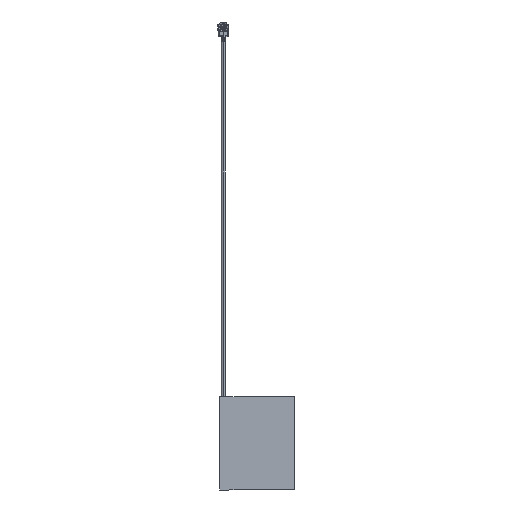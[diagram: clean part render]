
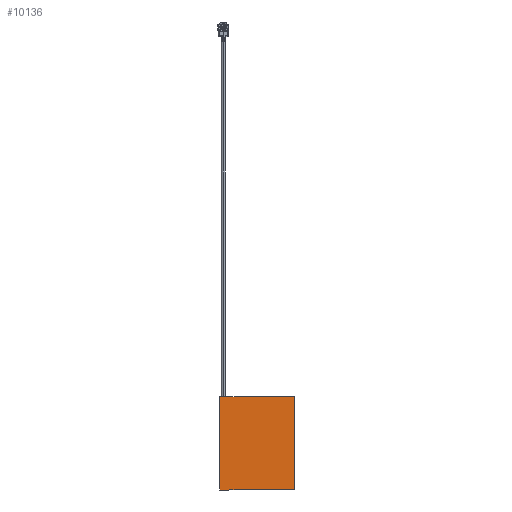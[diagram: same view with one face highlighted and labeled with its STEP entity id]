
A CAD part, front view. The second image highlights one B-rep face of the part: STEP entity #10136.
In plain terms, the highlighted face is planar.
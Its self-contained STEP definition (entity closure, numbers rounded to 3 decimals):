
#459 = ORIENTED_EDGE ( 'NONE', *, *, #13361, .F. ) ;
#494 = CARTESIAN_POINT ( 'NONE',  ( -0.9, 1.05, -0.665 ) ) ;
#1078 = VERTEX_POINT ( 'NONE', #3805 ) ;
#1414 = DIRECTION ( 'NONE',  ( 0., 0., -1. ) ) ;
#1509 = VECTOR ( 'NONE', #1880, 1000. ) ;
#1667 = PLANE ( 'NONE',  #3808 ) ;
#1880 = DIRECTION ( 'NONE',  ( 0., 1., 0. ) ) ;
#2509 = CARTESIAN_POINT ( 'NONE',  ( -0.9, -11.55, -0.665 ) ) ;
#2836 = VECTOR ( 'NONE', #9192, 1000. ) ;
#3003 = CARTESIAN_POINT ( 'NONE',  ( -0.9, 13.65, -0.665 ) ) ;
#3021 = LINE ( 'NONE', #4134, #1509 ) ;
#3282 = EDGE_LOOP ( 'NONE', ( #4128, #459, #4136, #11974 ) ) ;
#3367 = LINE ( 'NONE', #2509, #7994 ) ;
#3641 = DIRECTION ( 'NONE',  ( 0., -1., 0. ) ) ;
#3805 = CARTESIAN_POINT ( 'NONE',  ( 19.2, -11.55, -0.665 ) ) ;
#3808 = AXIS2_PLACEMENT_3D ( 'NONE', #494, #1414, #10266 ) ;
#4019 = VERTEX_POINT ( 'NONE', #3003 ) ;
#4047 = LINE ( 'NONE', #9403, #11151 ) ;
#4128 = ORIENTED_EDGE ( 'NONE', *, *, #11113, .F. ) ;
#4134 = CARTESIAN_POINT ( 'NONE',  ( 19.2, -11.55, -0.665 ) ) ;
#4136 = ORIENTED_EDGE ( 'NONE', *, *, #11501, .F. ) ;
#7430 = VERTEX_POINT ( 'NONE', #8506 ) ;
#7994 = VECTOR ( 'NONE', #3641, 1000. ) ;
#8506 = CARTESIAN_POINT ( 'NONE',  ( 19.2, 13.65, -0.665 ) ) ;
#9057 = LINE ( 'NONE', #11090, #2836 ) ;
#9192 = DIRECTION ( 'NONE',  ( 1., 0., 0. ) ) ;
#9223 = CARTESIAN_POINT ( 'NONE',  ( -0.9, -11.55, -0.665 ) ) ;
#9403 = CARTESIAN_POINT ( 'NONE',  ( 19.2, 13.65, -0.665 ) ) ;
#10136 = ADVANCED_FACE ( 'NONE', ( #13494 ), #1667, .T. ) ;
#10266 = DIRECTION ( 'NONE',  ( 0., 1., 0. ) ) ;
#10600 = DIRECTION ( 'NONE',  ( -1., 0., 0. ) ) ;
#10800 = VERTEX_POINT ( 'NONE', #9223 ) ;
#11090 = CARTESIAN_POINT ( 'NONE',  ( 19.2, -11.55, -0.665 ) ) ;
#11113 = EDGE_CURVE ( 'NONE', #7430, #4019, #4047, .T. ) ;
#11151 = VECTOR ( 'NONE', #10600, 1000. ) ;
#11501 = EDGE_CURVE ( 'NONE', #10800, #1078, #9057, .T. ) ;
#11974 = ORIENTED_EDGE ( 'NONE', *, *, #12526, .F. ) ;
#12526 = EDGE_CURVE ( 'NONE', #4019, #10800, #3367, .T. ) ;
#13361 = EDGE_CURVE ( 'NONE', #1078, #7430, #3021, .T. ) ;
#13494 = FACE_OUTER_BOUND ( 'NONE', #3282, .T. ) ;
